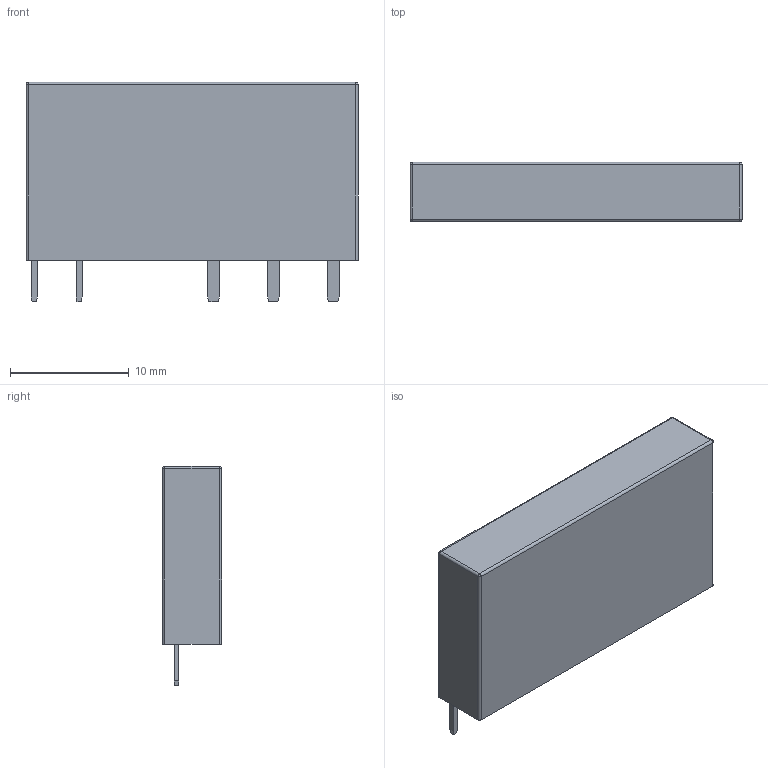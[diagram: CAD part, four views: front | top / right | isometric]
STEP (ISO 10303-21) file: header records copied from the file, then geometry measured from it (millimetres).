
FILE_DESCRIPTION(('FreeCAD Model'),'2;1');
FILE_NAME('FTR-LY_Cxxx.step','2020-09-20T20:26:03',('Author'),(''), 'Open CASCADE STEP processor 7.4','FreeCAD','Unknown');
FILE_SCHEMA(('AUTOMOTIVE_DESIGN { 1 0 10303 214 1 1 1 1 }'));
Length unit declared in the file: millimetre
Products named in the file (4): Unbenannt; Gehaeuse; Pin_11; Pin_A1
Assembly tree (6 placements, depth 2):
  Unbenannt
    Gehaeuse
    Pin_11  x3
    Pin_A1  x2
Bounding box: 28 x 5 x 18.5 mm (x, y, z)
Volume: 2104.4 mm3; surface area: 1303.6 mm2
Topology: 6 solids, 6 shells, 58 faces, 130 edges, 80 vertices
Faces by surface type: plane 46, cylinder 8, sphere 4
Entity records: 1952 total; most frequent: DIRECTION 313, CARTESIAN_POINT 307, LINE 196, VECTOR 196, ORIENTED_EDGE 144, PCURVE 144, DEFINITIONAL_REPRESENTATION 144, EDGE_CURVE 72
